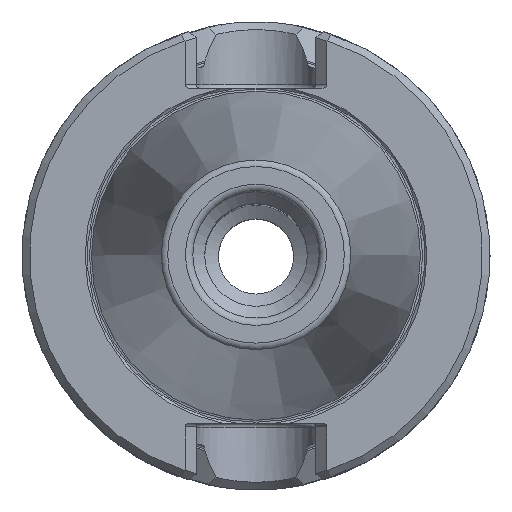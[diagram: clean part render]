
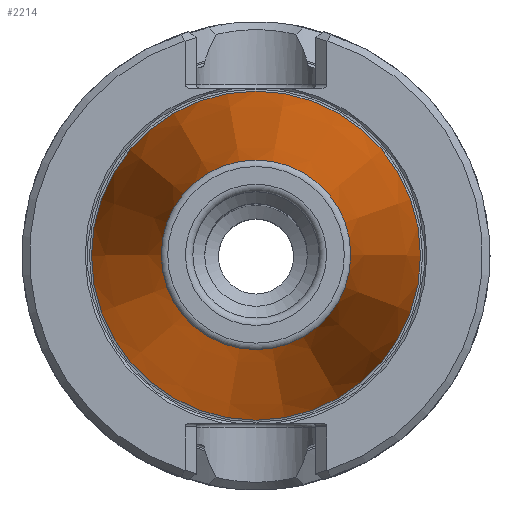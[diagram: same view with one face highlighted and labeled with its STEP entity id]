
A CAD part, top view. The second image highlights one B-rep face of the part: STEP entity #2214.
In plain terms, the highlighted conical face has half-angle 8.297 degrees and reference radius 12.396 mm.
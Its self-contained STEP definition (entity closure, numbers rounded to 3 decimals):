
#254=CONICAL_SURFACE('',#2365,12.396,0.145);
#345=ORIENTED_EDGE('',*,*,#708,.T.);
#346=ORIENTED_EDGE('',*,*,#707,.F.);
#707=EDGE_CURVE('',#907,#907,#1053,.F.);
#708=EDGE_CURVE('',#908,#908,#1054,.F.);
#907=VERTEX_POINT('',#3029);
#908=VERTEX_POINT('',#3032);
#1053=CIRCLE('',#2364,12.763);
#1054=CIRCLE('',#2366,22.149);
#1173=EDGE_LOOP('',(#345));
#1174=EDGE_LOOP('',(#346));
#1329=FACE_BOUND('',#1173,.T.);
#1330=FACE_BOUND('',#1174,.T.);
#2214=ADVANCED_FACE('',(#1329,#1330),#254,.T.);
#2364=AXIS2_PLACEMENT_3D('',#3028,#2634,#2635);
#2365=AXIS2_PLACEMENT_3D('',#3030,#2636,#2637);
#2366=AXIS2_PLACEMENT_3D('',#3031,#2638,#2639);
#2634=DIRECTION('',(0.,0.,-1.));
#2635=DIRECTION('',(-1.,0.,0.));
#2636=DIRECTION('',(0.,0.,-1.));
#2637=DIRECTION('',(-1.,0.,0.));
#2638=DIRECTION('',(0.,0.,-1.));
#2639=DIRECTION('',(-1.,0.,0.));
#3028=CARTESIAN_POINT('',(0.,0.,64.886));
#3029=CARTESIAN_POINT('',(-12.763,0.,64.886));
#3030=CARTESIAN_POINT('',(0.,0.,67.4));
#3031=CARTESIAN_POINT('',(0.,0.,0.524));
#3032=CARTESIAN_POINT('',(-22.149,0.,0.524));
